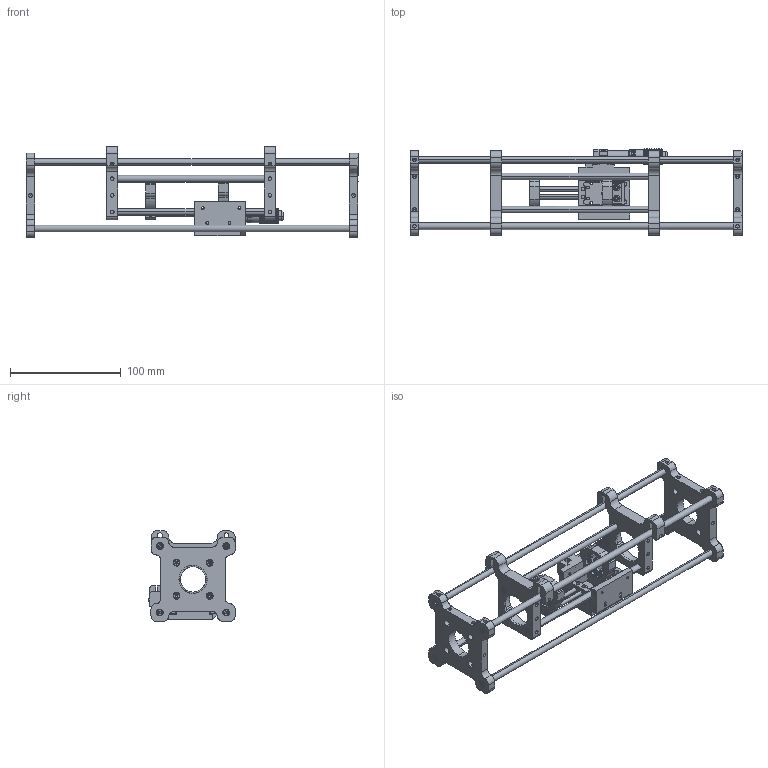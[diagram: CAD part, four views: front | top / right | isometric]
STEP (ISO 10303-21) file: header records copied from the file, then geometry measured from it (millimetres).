
FILE_DESCRIPTION(/* description */ (''),/* implementation_level */ '2;1');
FILE_NAME(/* name */ '60-McTz-M-SM1',/* time_stamp */ '2025-07-02T16:41:02+03:00',/* author */ (''),/* organization */ (''),/* preprocessor_version */ 'ST-DEVELOPER v16.5',/* originating_system */ 'Rhino 7.34',/* authorisation */ '');
FILE_SCHEMA (('AUTOMOTIVE_DESIGN'));
Products named in the file (1): Document
Bounding box: 300 x 78 x 82.06 mm (x, y, z)
Volume: 197835.8 mm3; surface area: 109342.4 mm2
Topology: 8 solids, 8 shells, 5733 faces, 16870 edges, 10547 vertices
Faces by surface type: plane 3748, cylinder 1304, bspline 681
Entity records: 200142 total; most frequent: CARTESIAN_POINT 91584, ORIENTED_EDGE 33592, EDGE_CURVE 16796, B_SPLINE_CURVE_WITH_KNOTS 13870, VERTEX_POINT 10547, EDGE_LOOP 6137, ADVANCED_FACE 5733, FACE_OUTER_BOUND 5733
